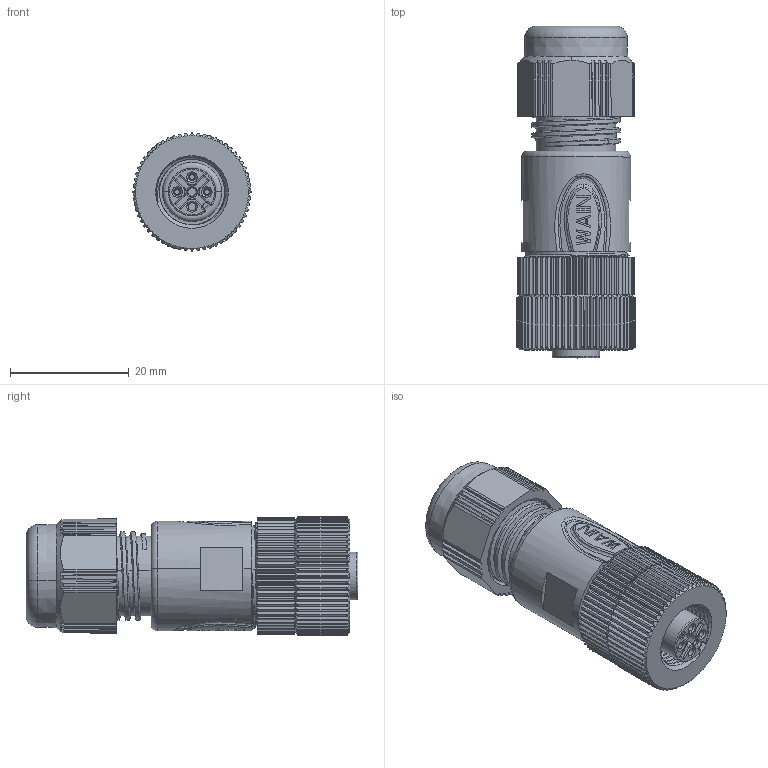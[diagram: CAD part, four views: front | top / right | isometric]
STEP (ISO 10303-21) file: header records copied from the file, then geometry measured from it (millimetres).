
FILE_DESCRIPTION((''),'2;1');
FILE_NAME('3D_1630034213102_M12P-F03A-T-D8','2020-12-29T',('cm.zhong'),(''),'PRO/ENGINEER BY PARAMETRIC TECHNOLOGY CORPORATION, 2012480','PRO/ENGINEER BY PARAMETRIC TECHNOLOGY CORPORATION, 2012480','');
FILE_SCHEMA(('CONFIG_CONTROL_DESIGN'));
Length unit declared in the file: millimetre
Products named in the file (1): 3D_1630034213102_M12P-F03A-T-D8
Bounding box: 20 x 56 x 20 mm (x, y, z)
Volume: 11495.7 mm3; surface area: 11484.9 mm2
Topology: 1 solids, 1 shells, 1350 faces, 3686 edges, 2379 vertices
Faces by surface type: plane 568, cylinder 387, cone 242, torus 88, bspline 57, extrusion 6, sphere 2
Entity records: 59048 total; most frequent: CARTESIAN_POINT 26575, ORIENTED_EDGE 7368, DIRECTION 6084, EDGE_CURVE 3684, VERTEX_POINT 2379, AXIS2_PLACEMENT_3D 2360, EDGE_LOOP 1407, VECTOR 1364
